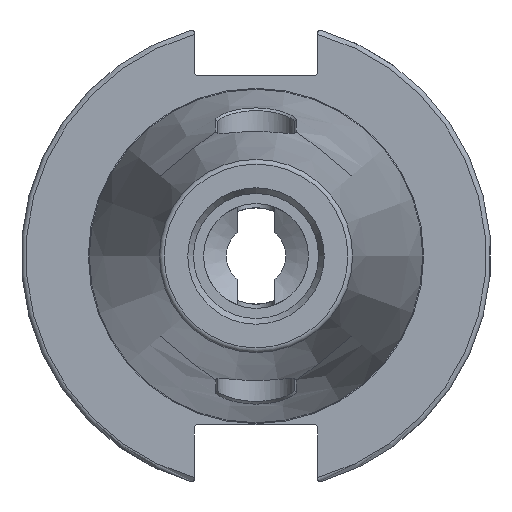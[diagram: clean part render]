
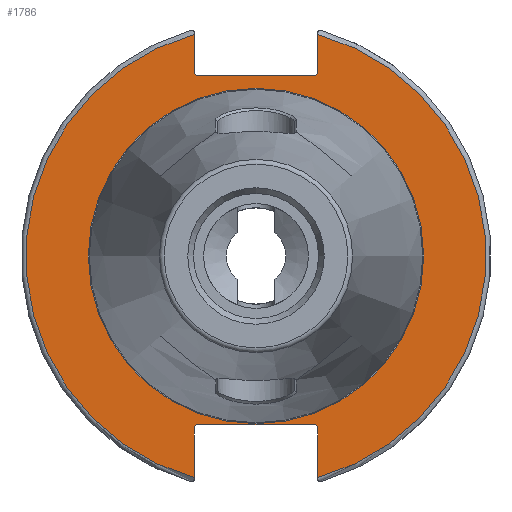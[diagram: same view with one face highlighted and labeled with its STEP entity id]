
A CAD part, left-side view. The second image highlights one B-rep face of the part: STEP entity #1786.
In plain terms, the highlighted planar face has unit normal (-1, 0, 0).
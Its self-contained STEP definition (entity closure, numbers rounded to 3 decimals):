
#52=FACE_BOUND('',#367,.T.);
#111=CIRCLE('',#1938,35.125);
#113=CIRCLE('',#1941,48.213);
#114=CIRCLE('',#1942,48.213);
#178=PLANE('',#1940);
#258=FACE_OUTER_BOUND('',#366,.T.);
#366=EDGE_LOOP('',(#1473,#1474,#1475,#1476,#1477,#1478,#1479,#1480,#1481,
#1482,#1483,#1484));
#367=EDGE_LOOP('',(#1485));
#544=LINE('',#3527,#669);
#545=LINE('',#3529,#670);
#546=LINE('',#3531,#671);
#547=LINE('',#3533,#672);
#548=LINE('',#3535,#673);
#549=LINE('',#3539,#674);
#550=LINE('',#3541,#675);
#551=LINE('',#3543,#676);
#552=LINE('',#3545,#677);
#553=LINE('',#3546,#678);
#669=VECTOR('',#2261,10.);
#670=VECTOR('',#2262,10.);
#671=VECTOR('',#2263,10.);
#672=VECTOR('',#2264,10.);
#673=VECTOR('',#2265,10.);
#674=VECTOR('',#2268,10.);
#675=VECTOR('',#2269,10.);
#676=VECTOR('',#2270,10.);
#677=VECTOR('',#2271,10.);
#678=VECTOR('',#2272,10.);
#830=VERTEX_POINT('',#3518);
#831=VERTEX_POINT('',#3523);
#832=VERTEX_POINT('',#3524);
#833=VERTEX_POINT('',#3526);
#834=VERTEX_POINT('',#3528);
#835=VERTEX_POINT('',#3530);
#836=VERTEX_POINT('',#3532);
#837=VERTEX_POINT('',#3534);
#838=VERTEX_POINT('',#3536);
#839=VERTEX_POINT('',#3538);
#840=VERTEX_POINT('',#3540);
#841=VERTEX_POINT('',#3542);
#842=VERTEX_POINT('',#3544);
#1059=EDGE_CURVE('',#830,#830,#111,.T.);
#1061=EDGE_CURVE('',#831,#832,#113,.T.);
#1062=EDGE_CURVE('',#831,#833,#544,.T.);
#1063=EDGE_CURVE('',#834,#833,#545,.T.);
#1064=EDGE_CURVE('',#834,#835,#546,.T.);
#1065=EDGE_CURVE('',#836,#835,#547,.T.);
#1066=EDGE_CURVE('',#836,#837,#548,.T.);
#1067=EDGE_CURVE('',#838,#837,#114,.T.);
#1068=EDGE_CURVE('',#838,#839,#549,.T.);
#1069=EDGE_CURVE('',#840,#839,#550,.T.);
#1070=EDGE_CURVE('',#840,#841,#551,.T.);
#1071=EDGE_CURVE('',#842,#841,#552,.T.);
#1072=EDGE_CURVE('',#842,#832,#553,.T.);
#1473=ORIENTED_EDGE('',*,*,#1061,.F.);
#1474=ORIENTED_EDGE('',*,*,#1062,.T.);
#1475=ORIENTED_EDGE('',*,*,#1063,.F.);
#1476=ORIENTED_EDGE('',*,*,#1064,.T.);
#1477=ORIENTED_EDGE('',*,*,#1065,.F.);
#1478=ORIENTED_EDGE('',*,*,#1066,.T.);
#1479=ORIENTED_EDGE('',*,*,#1067,.F.);
#1480=ORIENTED_EDGE('',*,*,#1068,.T.);
#1481=ORIENTED_EDGE('',*,*,#1069,.F.);
#1482=ORIENTED_EDGE('',*,*,#1070,.T.);
#1483=ORIENTED_EDGE('',*,*,#1071,.F.);
#1484=ORIENTED_EDGE('',*,*,#1072,.T.);
#1485=ORIENTED_EDGE('',*,*,#1059,.F.);
#1786=ADVANCED_FACE('',(#258,#52),#178,.T.);
#1938=AXIS2_PLACEMENT_3D('',#3520,#2253,#2254);
#1940=AXIS2_PLACEMENT_3D('',#3522,#2257,#2258);
#1941=AXIS2_PLACEMENT_3D('',#3525,#2259,#2260);
#1942=AXIS2_PLACEMENT_3D('',#3537,#2266,#2267);
#2253=DIRECTION('center_axis',(-1.,0.,0.));
#2254=DIRECTION('ref_axis',(0.,-1.,0.));
#2257=DIRECTION('center_axis',(-1.,0.,0.));
#2258=DIRECTION('ref_axis',(0.,0.,1.));
#2259=DIRECTION('center_axis',(1.,0.,0.));
#2260=DIRECTION('ref_axis',(0.,-1.,0.));
#2261=DIRECTION('',(0.,0.,-1.));
#2262=DIRECTION('',(0.,-0.707,0.707));
#2263=DIRECTION('',(0.,1.,0.));
#2264=DIRECTION('',(0.,-0.707,-0.707));
#2265=DIRECTION('',(0.,0.,1.));
#2266=DIRECTION('center_axis',(1.,0.,0.));
#2267=DIRECTION('ref_axis',(0.,1.,0.));
#2268=DIRECTION('',(0.,0.,1.));
#2269=DIRECTION('',(0.,0.707,-0.707));
#2270=DIRECTION('',(0.,-1.,0.));
#2271=DIRECTION('',(0.,0.707,0.707));
#2272=DIRECTION('',(0.,0.,-1.));
#3518=CARTESIAN_POINT('',(3.175,0.,35.125));
#3520=CARTESIAN_POINT('Origin',(3.175,0.,0.));
#3522=CARTESIAN_POINT('Origin',(3.175,49.213,0.));
#3523=CARTESIAN_POINT('',(3.175,-12.95,46.441));
#3524=CARTESIAN_POINT('',(3.175,-12.95,-46.441));
#3525=CARTESIAN_POINT('Origin',(3.175,0.,0.));
#3526=CARTESIAN_POINT('',(3.175,-12.95,38.219));
#3527=CARTESIAN_POINT('',(3.175,-12.95,18.86));
#3528=CARTESIAN_POINT('',(3.175,-12.45,37.719));
#3529=CARTESIAN_POINT('',(3.175,12.27,12.999));
#3530=CARTESIAN_POINT('',(3.175,12.45,37.719));
#3531=CARTESIAN_POINT('',(3.175,24.606,37.719));
#3532=CARTESIAN_POINT('',(3.175,12.95,38.219));
#3533=CARTESIAN_POINT('',(3.175,12.336,37.605));
#3534=CARTESIAN_POINT('',(3.175,12.95,46.441));
#3535=CARTESIAN_POINT('',(3.175,12.95,18.86));
#3536=CARTESIAN_POINT('',(3.175,12.95,-46.441));
#3537=CARTESIAN_POINT('Origin',(3.175,0.,0.));
#3538=CARTESIAN_POINT('',(3.175,12.95,-35.806));
#3539=CARTESIAN_POINT('',(3.175,12.95,-17.653));
#3540=CARTESIAN_POINT('',(3.175,12.45,-35.306));
#3541=CARTESIAN_POINT('',(3.175,12.939,-35.795));
#3542=CARTESIAN_POINT('',(3.175,-12.45,-35.306));
#3543=CARTESIAN_POINT('',(3.175,24.606,-35.306));
#3544=CARTESIAN_POINT('',(3.175,-12.95,-35.806));
#3545=CARTESIAN_POINT('',(3.175,11.667,-11.189));
#3546=CARTESIAN_POINT('',(3.175,-12.95,-17.653));
